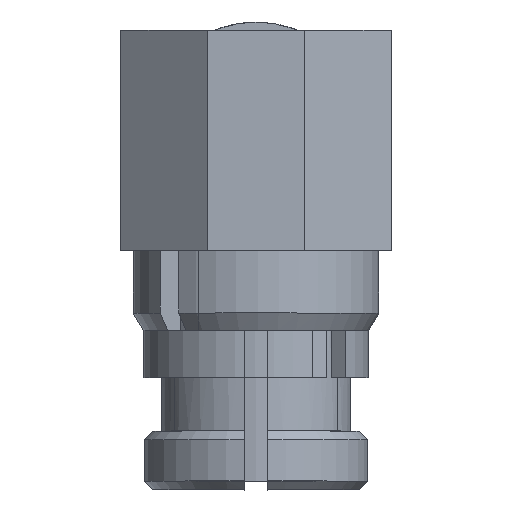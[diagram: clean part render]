
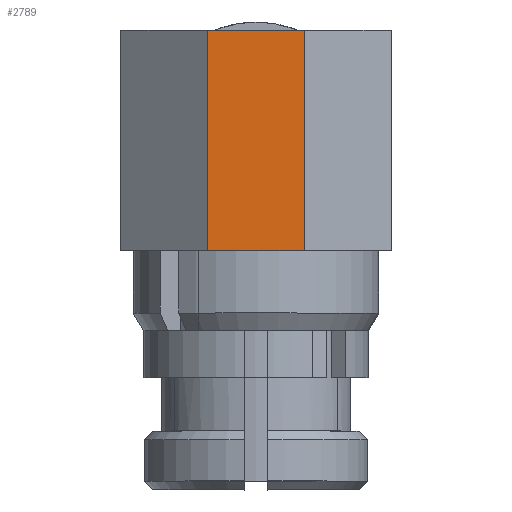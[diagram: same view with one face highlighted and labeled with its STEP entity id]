
A CAD part, top view. The second image highlights one B-rep face of the part: STEP entity #2789.
In plain terms, the highlighted face is planar.
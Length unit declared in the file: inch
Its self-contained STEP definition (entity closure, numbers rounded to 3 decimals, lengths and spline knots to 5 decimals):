
#61 = VERTEX_POINT ( 'NONE', #3056 ) ;
#91 = ORIENTED_EDGE ( 'NONE', *, *, #5871, .T. ) ;
#394 = DIRECTION ( 'NONE',  ( 0., 0., 1. ) ) ;
#445 = VECTOR ( 'NONE', #4063, 39.37008 ) ;
#915 = AXIS2_PLACEMENT_3D ( 'NONE', #957, #4640, #5280 ) ;
#957 = CARTESIAN_POINT ( 'NONE',  ( 0.75062, 0.078, 0.078 ) ) ;
#1351 = CARTESIAN_POINT ( 'NONE',  ( 0.138, 0.078, -0.028 ) ) ;
#1590 = LINE ( 'NONE', #6359, #445 ) ;
#1941 = EDGE_LOOP ( 'NONE', ( #91, #4740, #7498, #6625 ) ) ;
#2036 = CARTESIAN_POINT ( 'NONE',  ( 0.265, 0.078, 0.078 ) ) ;
#2764 = VERTEX_POINT ( 'NONE', #3164 ) ;
#2789 = ADVANCED_FACE ( 'NONE', ( #7399 ), #3896, .F. ) ;
#3056 = CARTESIAN_POINT ( 'NONE',  ( 0.265, 0.078, 0.028 ) ) ;
#3164 = CARTESIAN_POINT ( 'NONE',  ( 0.138, 0.078, 0.028 ) ) ;
#3443 = CARTESIAN_POINT ( 'NONE',  ( 0.403, 0.078, -0.028 ) ) ;
#3753 = DIRECTION ( 'NONE',  ( 0., 0., 1. ) ) ;
#3896 = PLANE ( 'NONE',  #915 ) ;
#4063 = DIRECTION ( 'NONE',  ( -1., 0., 0. ) ) ;
#4544 = EDGE_CURVE ( 'NONE', #61, #2764, #1590, .T. ) ;
#4640 = DIRECTION ( 'NONE',  ( 0., -1., 0. ) ) ;
#4740 = ORIENTED_EDGE ( 'NONE', *, *, #9207, .T. ) ;
#4857 = VECTOR ( 'NONE', #394, 39.37008 ) ;
#5280 = DIRECTION ( 'NONE',  ( 0., 0., -1. ) ) ;
#5428 = VERTEX_POINT ( 'NONE', #7836 ) ;
#5871 = EDGE_CURVE ( 'NONE', #5428, #7063, #9051, .T. ) ;
#6359 = CARTESIAN_POINT ( 'NONE',  ( 0.403, 0.078, 0.028 ) ) ;
#6625 = ORIENTED_EDGE ( 'NONE', *, *, #9387, .F. ) ;
#7063 = VERTEX_POINT ( 'NONE', #1351 ) ;
#7399 = FACE_OUTER_BOUND ( 'NONE', #1941, .T. ) ;
#7498 = ORIENTED_EDGE ( 'NONE', *, *, #4544, .F. ) ;
#7671 = CARTESIAN_POINT ( 'NONE',  ( 0.138, 0.078, 0.078 ) ) ;
#7836 = CARTESIAN_POINT ( 'NONE',  ( 0.265, 0.078, -0.028 ) ) ;
#8424 = LINE ( 'NONE', #7671, #4857 ) ;
#8426 = DIRECTION ( 'NONE',  ( -1., 0., 0. ) ) ;
#8452 = LINE ( 'NONE', #2036, #8926 ) ;
#8838 = VECTOR ( 'NONE', #8426, 39.37008 ) ;
#8926 = VECTOR ( 'NONE', #3753, 39.37008 ) ;
#9051 = LINE ( 'NONE', #3443, #8838 ) ;
#9207 = EDGE_CURVE ( 'NONE', #7063, #2764, #8424, .T. ) ;
#9387 = EDGE_CURVE ( 'NONE', #5428, #61, #8452, .T. ) ;
